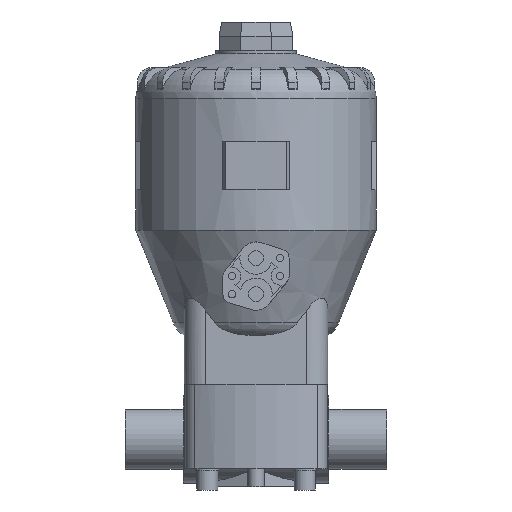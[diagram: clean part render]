
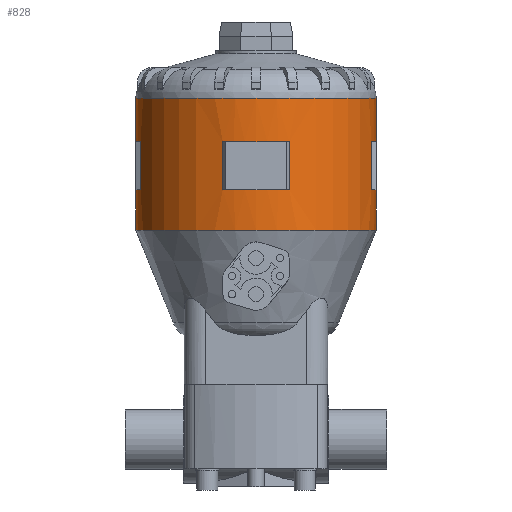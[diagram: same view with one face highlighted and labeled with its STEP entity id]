
A CAD part, front view. The second image highlights one B-rep face of the part: STEP entity #828.
In plain terms, the highlighted cylindrical face has radius 80 mm (diameter 160 mm), a partial arc.
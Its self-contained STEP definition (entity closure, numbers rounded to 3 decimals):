
#828=ADVANCED_FACE('',(#1717,#1718),#1719,.T.);
#1717=FACE_OUTER_BOUND('',#2671,.T.);
#1718=FACE_BOUND('',#2672,.T.);
#1719=CYLINDRICAL_SURFACE('',#2673,80.0);
#2671=EDGE_LOOP('',(#5129,#5130,#5131,#5132,#5133,#5134,#5135,#5136,#5137,#5138,#5139,#5140));
#2672=EDGE_LOOP('',(#5141,#5142,#5143,#5144,#5145,#5146));
#2673=AXIS2_PLACEMENT_3D('',#5147,#5148,#5149);
#5129=ORIENTED_EDGE('',*,*,#5880,.T.);
#5130=ORIENTED_EDGE('',*,*,#6158,.T.);
#5131=ORIENTED_EDGE('',*,*,#6162,.T.);
#5132=ORIENTED_EDGE('',*,*,#6151,.T.);
#5133=ORIENTED_EDGE('',*,*,#5887,.T.);
#5134=ORIENTED_EDGE('',*,*,#6292,.F.);
#5135=ORIENTED_EDGE('',*,*,#5885,.T.);
#5136=ORIENTED_EDGE('',*,*,#6197,.T.);
#5137=ORIENTED_EDGE('',*,*,#6209,.T.);
#5138=ORIENTED_EDGE('',*,*,#6212,.T.);
#5139=ORIENTED_EDGE('',*,*,#5881,.T.);
#5140=ORIENTED_EDGE('',*,*,#6683,.T.);
#5141=ORIENTED_EDGE('',*,*,#6183,.T.);
#5142=ORIENTED_EDGE('',*,*,#6171,.T.);
#5143=ORIENTED_EDGE('',*,*,#6175,.T.);
#5144=ORIENTED_EDGE('',*,*,#6189,.T.);
#5145=ORIENTED_EDGE('',*,*,#6192,.T.);
#5146=ORIENTED_EDGE('',*,*,#6179,.T.);
#5147=CARTESIAN_POINT('',(0.0,0.0,183.19));
#5148=DIRECTION('',(0.0,0.0,1.0));
#5149=DIRECTION('',(1.0,0.0,0.0));
#5880=EDGE_CURVE('',#7018,#7143,#7144,.T.);
#5881=EDGE_CURVE('',#7145,#7038,#7146,.T.);
#5885=EDGE_CURVE('',#7153,#7151,#7154,.T.);
#5887=EDGE_CURVE('',#7157,#7155,#7158,.T.);
#6151=EDGE_CURVE('',#7558,#7157,#7559,.T.);
#6158=EDGE_CURVE('',#7143,#7568,#7569,.T.);
#6162=EDGE_CURVE('',#7568,#7558,#7574,.T.);
#6171=EDGE_CURVE('',#7584,#7585,#7586,.T.);
#6175=EDGE_CURVE('',#7585,#7591,#7592,.T.);
#6179=EDGE_CURVE('',#7597,#7598,#7599,.T.);
#6183=EDGE_CURVE('',#7598,#7584,#7604,.T.);
#6189=EDGE_CURVE('',#7591,#7611,#7612,.T.);
#6192=EDGE_CURVE('',#7611,#7597,#7615,.T.);
#6197=EDGE_CURVE('',#7151,#7621,#7622,.T.);
#6209=EDGE_CURVE('',#7621,#7637,#7638,.T.);
#6212=EDGE_CURVE('',#7637,#7145,#7641,.T.);
#6292=EDGE_CURVE('',#7153,#7155,#7773,.T.);
#6683=EDGE_CURVE('',#7038,#7018,#8304,.T.);
#7018=VERTEX_POINT('',#8861);
#7038=VERTEX_POINT('',#8976);
#7143=VERTEX_POINT('',#9266);
#7144=LINE('',#9267,#9268);
#7145=VERTEX_POINT('',#9269);
#7146=LINE('',#9270,#9271);
#7151=VERTEX_POINT('',#9277);
#7153=VERTEX_POINT('',#9279);
#7154=LINE('',#9280,#9281);
#7155=VERTEX_POINT('',#9282);
#7157=VERTEX_POINT('',#9284);
#7158=LINE('',#9285,#9286);
#7558=VERTEX_POINT('',#10497);
#7559=CIRCLE('',#10498,80.0);
#7568=VERTEX_POINT('',#10511);
#7569=CIRCLE('',#10512,80.0);
#7574=LINE('',#10519,#10520);
#7584=VERTEX_POINT('',#10534);
#7585=VERTEX_POINT('',#10535);
#7586=CIRCLE('',#10536,80.0);
#7591=VERTEX_POINT('',#10543);
#7592=CIRCLE('',#10544,80.0);
#7597=VERTEX_POINT('',#10551);
#7598=VERTEX_POINT('',#10552);
#7599=CIRCLE('',#10553,80.0);
#7604=LINE('',#10560,#10561);
#7611=VERTEX_POINT('',#10571);
#7612=LINE('',#10572,#10573);
#7615=CIRCLE('',#10577,80.0);
#7621=VERTEX_POINT('',#10585);
#7622=CIRCLE('',#10586,80.0);
#7637=VERTEX_POINT('',#10608);
#7638=LINE('',#10609,#10610);
#7641=CIRCLE('',#10614,80.0);
#7773=CIRCLE('',#11312,80.0);
#8304=CIRCLE('',#12410,80.0);
#8861=CARTESIAN_POINT('',(80.0,0.0,139.323));
#8976=CARTESIAN_POINT('',(-80.0,0.,139.323));
#9266=CARTESIAN_POINT('',(80.0,0.,166.275));
#9267=CARTESIAN_POINT('',(80.0,0.,183.19));
#9268=VECTOR('',#12884,1.0);
#9269=CARTESIAN_POINT('',(-80.0,0.,166.275));
#9270=CARTESIAN_POINT('',(-80.0,0.,183.19));
#9271=VECTOR('',#12885,1.0);
#9277=CARTESIAN_POINT('',(-80.0,0.,198.275));
#9279=CARTESIAN_POINT('',(-80.0,0.,227.057));
#9280=CARTESIAN_POINT('',(-80.0,0.,183.19));
#9281=VECTOR('',#12893,1.0);
#9282=CARTESIAN_POINT('',(80.0,0.0,227.057));
#9284=CARTESIAN_POINT('',(80.0,0.,198.275));
#9285=CARTESIAN_POINT('',(80.0,0.,183.19));
#9286=VECTOR('',#12897,1.0);
#10497=CARTESIAN_POINT('',(76.887,-22.101,198.275));
#10498=AXIS2_PLACEMENT_3D('',#13178,#13179,#13180);
#10511=CARTESIAN_POINT('',(76.887,-22.101,166.275));
#10512=AXIS2_PLACEMENT_3D('',#13185,#13186,#13187);
#10519=CARTESIAN_POINT('',(76.887,-22.101,182.275));
#10520=VECTOR('',#13190,1.0);
#10534=CARTESIAN_POINT('',(-22.101,-76.887,198.275));
#10535=CARTESIAN_POINT('',(0.,-80.0,198.275));
#10536=AXIS2_PLACEMENT_3D('',#13195,#13196,#13197);
#10543=CARTESIAN_POINT('',(22.101,-76.887,198.275));
#10544=AXIS2_PLACEMENT_3D('',#13200,#13201,#13202);
#10551=CARTESIAN_POINT('',(0.,-80.0,166.275));
#10552=CARTESIAN_POINT('',(-22.101,-76.887,166.275));
#10553=AXIS2_PLACEMENT_3D('',#13205,#13206,#13207);
#10560=CARTESIAN_POINT('',(-22.101,-76.887,182.275));
#10561=VECTOR('',#13210,1.0);
#10571=CARTESIAN_POINT('',(22.101,-76.887,166.275));
#10572=CARTESIAN_POINT('',(22.101,-76.887,182.275));
#10573=VECTOR('',#13214,1.0);
#10577=AXIS2_PLACEMENT_3D('',#13216,#13217,#13218);
#10585=CARTESIAN_POINT('',(-76.887,-22.101,198.275));
#10586=AXIS2_PLACEMENT_3D('',#13221,#13222,#13223);
#10608=CARTESIAN_POINT('',(-76.887,-22.101,166.275));
#10609=CARTESIAN_POINT('',(-76.887,-22.101,182.275));
#10610=VECTOR('',#13231,1.0);
#10614=AXIS2_PLACEMENT_3D('',#13233,#13234,#13235);
#11312=AXIS2_PLACEMENT_3D('',#13298,#13299,#13300);
#12410=AXIS2_PLACEMENT_3D('',#13717,#13718,#13719);
#12884=DIRECTION('',(0.0,0.0,1.0));
#12885=DIRECTION('',(-0.0,-0.0,-1.0));
#12893=DIRECTION('',(-0.0,-0.0,-1.0));
#12897=DIRECTION('',(0.0,0.0,1.0));
#13178=CARTESIAN_POINT('',(0.0,0.0,198.275));
#13179=DIRECTION('',(0.0,-0.0,1.0));
#13180=DIRECTION('',(1.0,0.0,0.0));
#13185=CARTESIAN_POINT('',(0.0,0.0,166.275));
#13186=DIRECTION('',(0.0,0.0,-1.0));
#13187=DIRECTION('',(1.0,0.0,0.0));
#13190=DIRECTION('',(0.0,0.0,1.0));
#13195=CARTESIAN_POINT('',(0.0,0.0,198.275));
#13196=DIRECTION('',(0.0,-0.0,1.0));
#13197=DIRECTION('',(1.0,0.0,0.0));
#13200=CARTESIAN_POINT('',(0.0,0.0,198.275));
#13201=DIRECTION('',(0.0,-0.0,1.0));
#13202=DIRECTION('',(1.0,0.0,0.0));
#13205=CARTESIAN_POINT('',(0.0,0.0,166.275));
#13206=DIRECTION('',(0.0,0.0,-1.0));
#13207=DIRECTION('',(1.0,0.0,0.0));
#13210=DIRECTION('',(0.0,0.0,1.0));
#13214=DIRECTION('',(-0.0,-0.0,-1.0));
#13216=CARTESIAN_POINT('',(0.0,0.0,166.275));
#13217=DIRECTION('',(0.0,0.0,-1.0));
#13218=DIRECTION('',(1.0,0.0,0.0));
#13221=CARTESIAN_POINT('',(0.0,0.0,198.275));
#13222=DIRECTION('',(0.0,-0.0,1.0));
#13223=DIRECTION('',(1.0,0.0,0.0));
#13231=DIRECTION('',(-0.0,-0.0,-1.0));
#13233=CARTESIAN_POINT('',(0.0,0.0,166.275));
#13234=DIRECTION('',(0.0,0.0,-1.0));
#13235=DIRECTION('',(1.0,0.0,0.0));
#13298=CARTESIAN_POINT('',(0.0,0.0,227.057));
#13299=DIRECTION('',(0.0,0.0,1.0));
#13300=DIRECTION('',(1.0,0.0,0.0));
#13717=CARTESIAN_POINT('',(0.0,0.0,139.323));
#13718=DIRECTION('',(0.0,0.0,1.0));
#13719=DIRECTION('',(1.0,0.0,0.0));
